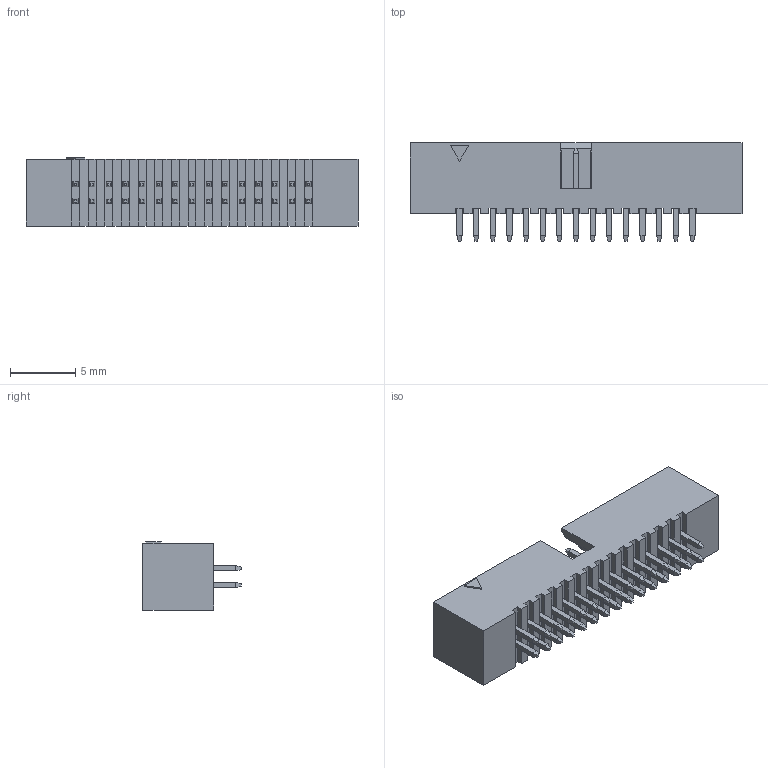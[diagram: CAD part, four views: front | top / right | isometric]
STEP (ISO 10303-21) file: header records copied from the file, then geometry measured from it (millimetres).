
FILE_DESCRIPTION (( 'STEP AP214' ), '1' );
FILE_NAME ('8A44D4F0-6F21-489A-83C6-4BC6034024BC.STEP', '2023-01-28T04:31:18', ( '' ), ( '' ), 'SwSTEP 2.0', 'SolidWorks 2022', '' );
FILE_SCHEMA (( 'AUTOMOTIVE_DESIGN' ));
Length unit declared in the file: millimetre
Products named in the file (1): 8A44D4F0-6F21-489A-83C6-4BC6034024BC
Bounding box: 25.35 x 7.5 x 5.2 mm (x, y, z)
Volume: 384.8 mm3; surface area: 1063.5 mm2
Topology: 1 solids, 1 shells, 623 faces, 1436 edges, 876 vertices
Faces by surface type: plane 623
Entity records: 22892 total; most frequent: CARTESIAN_POINT 2936, ORIENTED_EDGE 2872, DIRECTION 2684, VECTOR 1436, LINE 1436, EDGE_CURVE 1436, VERTEX_POINT 876, EDGE_LOOP 684
